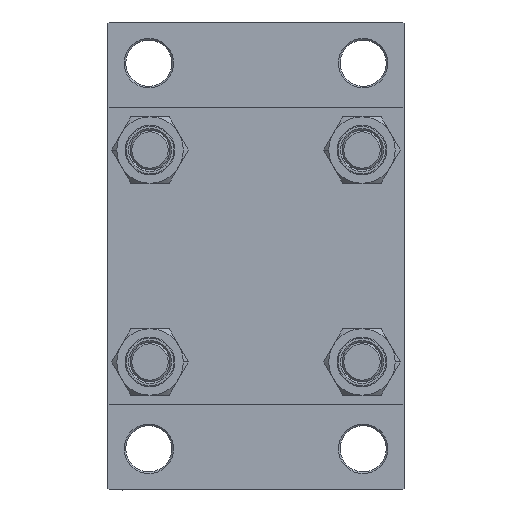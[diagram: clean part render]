
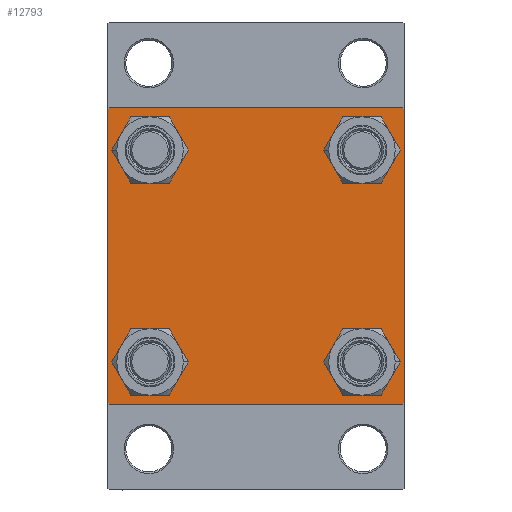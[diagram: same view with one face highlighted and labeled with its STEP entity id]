
A CAD part, left-side view. The second image highlights one B-rep face of the part: STEP entity #12793.
In plain terms, the highlighted planar face has unit normal (-1, 0, 0).
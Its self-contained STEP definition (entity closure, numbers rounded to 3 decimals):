
#103 = CARTESIAN_POINT ( 'NONE',  ( 0., -32.15, -38.65 ) ) ;
#945 = EDGE_CURVE ( 'NONE', #3014, #42796, #31945, .T. ) ;
#970 = DIRECTION ( 'NONE',  ( 1., 0., 0. ) ) ;
#1115 = VECTOR ( 'NONE', #17618, 1000. ) ;
#1273 = EDGE_CURVE ( 'NONE', #17203, #2032, #15215, .T. ) ;
#1404 = VERTEX_POINT ( 'NONE', #103 ) ;
#1783 = DIRECTION ( 'NONE',  ( 1., 0., 0. ) ) ;
#1867 = DIRECTION ( 'NONE',  ( 1., 0., 0. ) ) ;
#2032 = VERTEX_POINT ( 'NONE', #15776 ) ;
#2404 = CARTESIAN_POINT ( 'NONE',  ( 0., 44.5, 45. ) ) ;
#2477 = DIRECTION ( 'NONE',  ( 0., 0., 1. ) ) ;
#2489 = DIRECTION ( 'NONE',  ( 0., 0.707, 0.707 ) ) ;
#2651 = VECTOR ( 'NONE', #7054, 1000. ) ;
#2778 = EDGE_LOOP ( 'NONE', ( #25009, #30294 ) ) ;
#2900 = ORIENTED_EDGE ( 'NONE', *, *, #30749, .F. ) ;
#3014 = VERTEX_POINT ( 'NONE', #45646 ) ;
#3640 = CARTESIAN_POINT ( 'NONE',  ( 0., 45., -45. ) ) ;
#4592 = EDGE_CURVE ( 'NONE', #17430, #6119, #42299, .T. ) ;
#4620 = CARTESIAN_POINT ( 'NONE',  ( 0., 44.75, -44.75 ) ) ;
#5285 = EDGE_CURVE ( 'NONE', #33330, #2032, #21730, .T. ) ;
#5375 = CARTESIAN_POINT ( 'NONE',  ( 0., -44.5, -45. ) ) ;
#5436 = CARTESIAN_POINT ( 'NONE',  ( 0., 45., 45. ) ) ;
#5475 = CARTESIAN_POINT ( 'NONE',  ( 0., 32.15, -25.65 ) ) ;
#5635 = CARTESIAN_POINT ( 'NONE',  ( 0., -32.15, -32.15 ) ) ;
#6046 = VECTOR ( 'NONE', #2489, 1000. ) ;
#6072 = ORIENTED_EDGE ( 'NONE', *, *, #22644, .T. ) ;
#6119 = VERTEX_POINT ( 'NONE', #12395 ) ;
#6138 = DIRECTION ( 'NONE',  ( 0., -1., 0. ) ) ;
#6167 = CIRCLE ( 'NONE', #36313, 6.5 ) ;
#6305 = ORIENTED_EDGE ( 'NONE', *, *, #28979, .T. ) ;
#6782 = AXIS2_PLACEMENT_3D ( 'NONE', #18744, #26733, #15587 ) ;
#7054 = DIRECTION ( 'NONE',  ( 0., -1., 0. ) ) ;
#7064 = CARTESIAN_POINT ( 'NONE',  ( 0., 32.15, 32.15 ) ) ;
#7618 = FACE_BOUND ( 'NONE', #2778, .T. ) ;
#7789 = DIRECTION ( 'NONE',  ( 1., 0., 0. ) ) ;
#7838 = CIRCLE ( 'NONE', #10887, 6.5 ) ;
#9115 = CARTESIAN_POINT ( 'NONE',  ( 0., 45., 45. ) ) ;
#9293 = LINE ( 'NONE', #5436, #33264 ) ;
#9797 = AXIS2_PLACEMENT_3D ( 'NONE', #23223, #45258, #38003 ) ;
#10381 = ORIENTED_EDGE ( 'NONE', *, *, #1273, .T. ) ;
#10878 = ORIENTED_EDGE ( 'NONE', *, *, #4592, .T. ) ;
#10887 = AXIS2_PLACEMENT_3D ( 'NONE', #38195, #1867, #16378 ) ;
#11142 = VECTOR ( 'NONE', #41340, 1000. ) ;
#11306 = EDGE_CURVE ( 'NONE', #35432, #45006, #33000, .T. ) ;
#11815 = AXIS2_PLACEMENT_3D ( 'NONE', #7064, #7789, #25944 ) ;
#12154 = AXIS2_PLACEMENT_3D ( 'NONE', #12332, #970, #19123 ) ;
#12332 = CARTESIAN_POINT ( 'NONE',  ( 0., 32.15, 32.15 ) ) ;
#12395 = CARTESIAN_POINT ( 'NONE',  ( 0., 45., -44.5 ) ) ;
#12396 = CARTESIAN_POINT ( 'NONE',  ( 0., -32.15, 32.15 ) ) ;
#12793 = ADVANCED_FACE ( 'NONE', ( #7618, #32814, #22383, #16899, #31690 ), #13265, .T. ) ;
#12887 = CARTESIAN_POINT ( 'NONE',  ( 0., -45., 44.5 ) ) ;
#13265 = PLANE ( 'NONE',  #6782 ) ;
#13303 = VERTEX_POINT ( 'NONE', #5475 ) ;
#15215 = LINE ( 'NONE', #42528, #15677 ) ;
#15489 = LINE ( 'NONE', #4620, #28178 ) ;
#15587 = DIRECTION ( 'NONE',  ( 0., 0., 1. ) ) ;
#15677 = VECTOR ( 'NONE', #24126, 1000. ) ;
#15776 = CARTESIAN_POINT ( 'NONE',  ( 0., -45., -44.5 ) ) ;
#15923 = CIRCLE ( 'NONE', #21337, 6.5 ) ;
#16378 = DIRECTION ( 'NONE',  ( 0., 0., 1. ) ) ;
#16529 = CARTESIAN_POINT ( 'NONE',  ( 0., -44.75, 44.75 ) ) ;
#16531 = ORIENTED_EDGE ( 'NONE', *, *, #30277, .T. ) ;
#16899 = FACE_BOUND ( 'NONE', #31252, .T. ) ;
#17203 = VERTEX_POINT ( 'NONE', #5375 ) ;
#17430 = VERTEX_POINT ( 'NONE', #22765 ) ;
#17441 = EDGE_CURVE ( 'NONE', #42796, #3014, #19104, .T. ) ;
#17618 = DIRECTION ( 'NONE',  ( 0., 0., -1. ) ) ;
#18081 = EDGE_CURVE ( 'NONE', #45006, #35432, #15923, .T. ) ;
#18744 = CARTESIAN_POINT ( 'NONE',  ( 0., 0., 0. ) ) ;
#19094 = VERTEX_POINT ( 'NONE', #47918 ) ;
#19104 = CIRCLE ( 'NONE', #12154, 6.5 ) ;
#19123 = DIRECTION ( 'NONE',  ( 0., 0., 1. ) ) ;
#19374 = DIRECTION ( 'NONE',  ( 0., -0.707, -0.707 ) ) ;
#19923 = DIRECTION ( 'NONE',  ( 1., 0., 0. ) ) ;
#19927 = CARTESIAN_POINT ( 'NONE',  ( 0., 44.75, 44.75 ) ) ;
#20256 = CARTESIAN_POINT ( 'NONE',  ( 0., -32.15, 25.65 ) ) ;
#20587 = CARTESIAN_POINT ( 'NONE',  ( 0., -32.15, -25.65 ) ) ;
#21188 = CARTESIAN_POINT ( 'NONE',  ( 0., -44.5, 45. ) ) ;
#21337 = AXIS2_PLACEMENT_3D ( 'NONE', #12396, #38329, #32716 ) ;
#21730 = LINE ( 'NONE', #47405, #1115 ) ;
#22383 = FACE_BOUND ( 'NONE', #30665, .T. ) ;
#22644 = EDGE_CURVE ( 'NONE', #33330, #45154, #38831, .T. ) ;
#22765 = CARTESIAN_POINT ( 'NONE',  ( 0., 45., 44.5 ) ) ;
#22976 = ORIENTED_EDGE ( 'NONE', *, *, #42004, .T. ) ;
#23223 = CARTESIAN_POINT ( 'NONE',  ( 0., -32.15, 32.15 ) ) ;
#23328 = LINE ( 'NONE', #19927, #35959 ) ;
#23962 = VERTEX_POINT ( 'NONE', #20587 ) ;
#24015 = CIRCLE ( 'NONE', #27876, 6.5 ) ;
#24126 = DIRECTION ( 'NONE',  ( 0., -0.707, 0.707 ) ) ;
#25009 = ORIENTED_EDGE ( 'NONE', *, *, #11306, .T. ) ;
#25944 = DIRECTION ( 'NONE',  ( 0., 0., 1. ) ) ;
#26620 = CIRCLE ( 'NONE', #33582, 6.5 ) ;
#26733 = DIRECTION ( 'NONE',  ( -1., 0., 0. ) ) ;
#27055 = EDGE_CURVE ( 'NONE', #13303, #19094, #6167, .T. ) ;
#27102 = ORIENTED_EDGE ( 'NONE', *, *, #17441, .T. ) ;
#27876 = AXIS2_PLACEMENT_3D ( 'NONE', #5635, #19923, #2477 ) ;
#28178 = VECTOR ( 'NONE', #19374, 1000. ) ;
#28977 = ORIENTED_EDGE ( 'NONE', *, *, #5285, .F. ) ;
#28979 = EDGE_CURVE ( 'NONE', #1404, #23962, #24015, .T. ) ;
#29344 = VERTEX_POINT ( 'NONE', #29689 ) ;
#29615 = ORIENTED_EDGE ( 'NONE', *, *, #40935, .T. ) ;
#29689 = CARTESIAN_POINT ( 'NONE',  ( 0., 44.5, -45. ) ) ;
#30277 = EDGE_CURVE ( 'NONE', #23962, #1404, #7838, .T. ) ;
#30294 = ORIENTED_EDGE ( 'NONE', *, *, #18081, .T. ) ;
#30665 = EDGE_LOOP ( 'NONE', ( #43285, #29615 ) ) ;
#30749 = EDGE_CURVE ( 'NONE', #46322, #45154, #9293, .T. ) ;
#31252 = EDGE_LOOP ( 'NONE', ( #27102, #44283 ) ) ;
#31298 = DIRECTION ( 'NONE',  ( 0., 0., 1. ) ) ;
#31690 = FACE_OUTER_BOUND ( 'NONE', #37880, .T. ) ;
#31945 = CIRCLE ( 'NONE', #11815, 6.5 ) ;
#32716 = DIRECTION ( 'NONE',  ( 0., 0., 1. ) ) ;
#32814 = FACE_BOUND ( 'NONE', #35010, .T. ) ;
#33000 = CIRCLE ( 'NONE', #9797, 6.5 ) ;
#33256 = CARTESIAN_POINT ( 'NONE',  ( 0., 32.15, 38.65 ) ) ;
#33264 = VECTOR ( 'NONE', #6138, 1000. ) ;
#33330 = VERTEX_POINT ( 'NONE', #12887 ) ;
#33582 = AXIS2_PLACEMENT_3D ( 'NONE', #42903, #34934, #31298 ) ;
#34934 = DIRECTION ( 'NONE',  ( 1., 0., 0. ) ) ;
#35010 = EDGE_LOOP ( 'NONE', ( #16531, #6305 ) ) ;
#35188 = DIRECTION ( 'NONE',  ( 0., 0., 1. ) ) ;
#35432 = VERTEX_POINT ( 'NONE', #43356 ) ;
#35959 = VECTOR ( 'NONE', #45841, 1000. ) ;
#36313 = AXIS2_PLACEMENT_3D ( 'NONE', #46553, #1783, #35188 ) ;
#36731 = ORIENTED_EDGE ( 'NONE', *, *, #41018, .T. ) ;
#37880 = EDGE_LOOP ( 'NONE', ( #10878, #22976, #36731, #10381, #28977, #6072, #2900, #41859 ) ) ;
#38003 = DIRECTION ( 'NONE',  ( 0., 0., 1. ) ) ;
#38195 = CARTESIAN_POINT ( 'NONE',  ( 0., -32.15, -32.15 ) ) ;
#38329 = DIRECTION ( 'NONE',  ( 1., 0., 0. ) ) ;
#38831 = LINE ( 'NONE', #16529, #6046 ) ;
#40935 = EDGE_CURVE ( 'NONE', #19094, #13303, #26620, .T. ) ;
#41018 = EDGE_CURVE ( 'NONE', #29344, #17203, #43836, .T. ) ;
#41340 = DIRECTION ( 'NONE',  ( 0., 0., -1. ) ) ;
#41859 = ORIENTED_EDGE ( 'NONE', *, *, #42830, .T. ) ;
#42004 = EDGE_CURVE ( 'NONE', #6119, #29344, #15489, .T. ) ;
#42299 = LINE ( 'NONE', #9115, #11142 ) ;
#42528 = CARTESIAN_POINT ( 'NONE',  ( 0., -44.75, -44.75 ) ) ;
#42796 = VERTEX_POINT ( 'NONE', #33256 ) ;
#42830 = EDGE_CURVE ( 'NONE', #46322, #17430, #23328, .T. ) ;
#42903 = CARTESIAN_POINT ( 'NONE',  ( 0., 32.15, -32.15 ) ) ;
#43285 = ORIENTED_EDGE ( 'NONE', *, *, #27055, .T. ) ;
#43356 = CARTESIAN_POINT ( 'NONE',  ( 0., -32.15, 38.65 ) ) ;
#43836 = LINE ( 'NONE', #3640, #2651 ) ;
#44283 = ORIENTED_EDGE ( 'NONE', *, *, #945, .T. ) ;
#45006 = VERTEX_POINT ( 'NONE', #20256 ) ;
#45154 = VERTEX_POINT ( 'NONE', #21188 ) ;
#45258 = DIRECTION ( 'NONE',  ( 1., 0., 0. ) ) ;
#45646 = CARTESIAN_POINT ( 'NONE',  ( 0., 32.15, 25.65 ) ) ;
#45841 = DIRECTION ( 'NONE',  ( 0., 0.707, -0.707 ) ) ;
#46322 = VERTEX_POINT ( 'NONE', #2404 ) ;
#46553 = CARTESIAN_POINT ( 'NONE',  ( 0., 32.15, -32.15 ) ) ;
#47405 = CARTESIAN_POINT ( 'NONE',  ( 0., -45., 45. ) ) ;
#47918 = CARTESIAN_POINT ( 'NONE',  ( 0., 32.15, -38.65 ) ) ;
